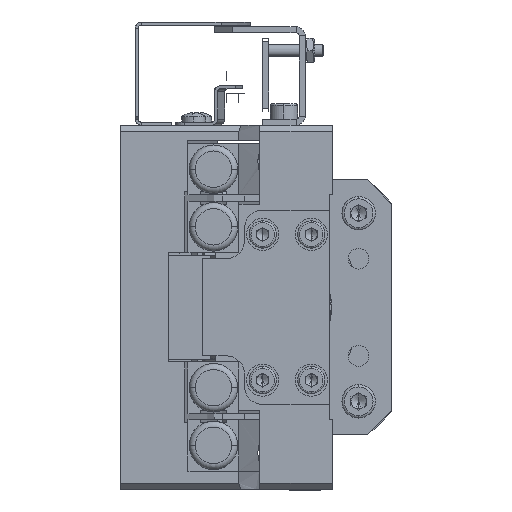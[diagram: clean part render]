
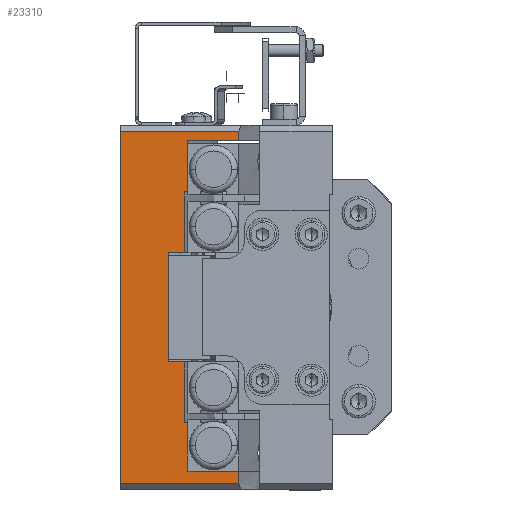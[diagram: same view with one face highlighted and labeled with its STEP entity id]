
A CAD part, left-side view. The second image highlights one B-rep face of the part: STEP entity #23310.
In plain terms, the highlighted planar face has unit normal (-1, 0, 0).
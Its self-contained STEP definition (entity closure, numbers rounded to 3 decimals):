
#220 = ORIENTED_EDGE ( 'NONE', *, *, #37949, .T. ) ;
#787 = VECTOR ( 'NONE', #28854, 1000. ) ;
#1443 = VECTOR ( 'NONE', #25341, 1000. ) ;
#1525 = EDGE_CURVE ( 'NONE', #6019, #27657, #33333, .T. ) ;
#2669 = VERTEX_POINT ( 'NONE', #6317 ) ;
#2701 = CARTESIAN_POINT ( 'NONE',  ( -30., 15.421, -27. ) ) ;
#2953 = EDGE_CURVE ( 'NONE', #23284, #2669, #17202, .T. ) ;
#3008 = EDGE_CURVE ( 'NONE', #28586, #19562, #44291, .T. ) ;
#3302 = VECTOR ( 'NONE', #39520, 1000. ) ;
#3334 = ORIENTED_EDGE ( 'NONE', *, *, #3408, .T. ) ;
#3408 = EDGE_CURVE ( 'NONE', #4785, #11509, #17214, .T. ) ;
#3732 = VECTOR ( 'NONE', #33346, 1000. ) ;
#4148 = CARTESIAN_POINT ( 'NONE',  ( -30., 35., -29. ) ) ;
#4276 = CARTESIAN_POINT ( 'NONE',  ( -30., 24.334, -9. ) ) ;
#4785 = VERTEX_POINT ( 'NONE', #12012 ) ;
#5012 = ORIENTED_EDGE ( 'NONE', *, *, #2953, .T. ) ;
#5635 = CARTESIAN_POINT ( 'NONE',  ( -30., 15.421, 29. ) ) ;
#5718 = CARTESIAN_POINT ( 'NONE',  ( -30., 27., -9. ) ) ;
#5775 = DIRECTION ( 'NONE',  ( 0., 0., 1. ) ) ;
#5994 = EDGE_CURVE ( 'NONE', #27657, #29782, #27643, .T. ) ;
#6019 = VERTEX_POINT ( 'NONE', #15285 ) ;
#6317 = CARTESIAN_POINT ( 'NONE',  ( -30., 24.334, -19. ) ) ;
#6418 = VECTOR ( 'NONE', #41201, 1000. ) ;
#6493 = EDGE_CURVE ( 'NONE', #28586, #2669, #36819, .T. ) ;
#6631 = LINE ( 'NONE', #48288, #32441 ) ;
#6794 = DIRECTION ( 'NONE',  ( 0., 0., 1. ) ) ;
#6838 = CARTESIAN_POINT ( 'NONE',  ( -30., 9., 29. ) ) ;
#7375 = CARTESIAN_POINT ( 'NONE',  ( -30., 35., 29. ) ) ;
#7383 = CARTESIAN_POINT ( 'NONE',  ( -30., 27., 9. ) ) ;
#7458 = LINE ( 'NONE', #33120, #787 ) ;
#8192 = ORIENTED_EDGE ( 'NONE', *, *, #42557, .F. ) ;
#9079 = DIRECTION ( 'NONE',  ( 0., 1., 0. ) ) ;
#9655 = EDGE_CURVE ( 'NONE', #6019, #11509, #34464, .T. ) ;
#10359 = VERTEX_POINT ( 'NONE', #39400 ) ;
#11509 = VERTEX_POINT ( 'NONE', #42742 ) ;
#11605 = DIRECTION ( 'NONE',  ( 0., -1., 0. ) ) ;
#11930 = VECTOR ( 'NONE', #19894, 1000. ) ;
#12012 = CARTESIAN_POINT ( 'NONE',  ( -30., 23.808, 19. ) ) ;
#12732 = LINE ( 'NONE', #25897, #1443 ) ;
#13007 = EDGE_LOOP ( 'NONE', ( #37823, #32805, #26974, #220, #15474, #5012, #17224, #44072, #25974, #21775, #13551, #8192, #3334, #25617, #49572, #31890 ) ) ;
#13551 = ORIENTED_EDGE ( 'NONE', *, *, #39170, .T. ) ;
#15285 = CARTESIAN_POINT ( 'NONE',  ( -30., 15.421, 27.5 ) ) ;
#15474 = ORIENTED_EDGE ( 'NONE', *, *, #23301, .F. ) ;
#15593 = EDGE_CURVE ( 'NONE', #42397, #29782, #12732, .T. ) ;
#16150 = AXIS2_PLACEMENT_3D ( 'NONE', #45637, #16240, #28843 ) ;
#16240 = DIRECTION ( 'NONE',  ( -1., 0., 0. ) ) ;
#17202 = LINE ( 'NONE', #34411, #41644 ) ;
#17214 = LINE ( 'NONE', #33469, #21826 ) ;
#17224 = ORIENTED_EDGE ( 'NONE', *, *, #6493, .F. ) ;
#17961 = VECTOR ( 'NONE', #18108, 1000. ) ;
#18108 = DIRECTION ( 'NONE',  ( 0., 1., 0. ) ) ;
#18602 = VECTOR ( 'NONE', #48169, 1000. ) ;
#19283 = LINE ( 'NONE', #47900, #17961 ) ;
#19562 = VERTEX_POINT ( 'NONE', #36432 ) ;
#19894 = DIRECTION ( 'NONE',  ( 0., 1., 0. ) ) ;
#21690 = CARTESIAN_POINT ( 'NONE',  ( -30., 24.334, -5. ) ) ;
#21760 = CARTESIAN_POINT ( 'NONE',  ( -30., 24.334, 9. ) ) ;
#21775 = ORIENTED_EDGE ( 'NONE', *, *, #38404, .T. ) ;
#21826 = VECTOR ( 'NONE', #29397, 1000. ) ;
#22940 = DIRECTION ( 'NONE',  ( 0., 0., 1. ) ) ;
#23284 = VERTEX_POINT ( 'NONE', #45287 ) ;
#23301 = EDGE_CURVE ( 'NONE', #23284, #10359, #31583, .T. ) ;
#23310 = ADVANCED_FACE ( 'NONE', ( #38200 ), #23637, .T. ) ;
#23637 = PLANE ( 'NONE',  #16150 ) ;
#24150 = CARTESIAN_POINT ( 'NONE',  ( -30., 15.421, 27.5 ) ) ;
#24761 = EDGE_CURVE ( 'NONE', #19562, #52120, #52860, .T. ) ;
#24922 = DIRECTION ( 'NONE',  ( 0., 1., 0. ) ) ;
#25107 = CARTESIAN_POINT ( 'NONE',  ( -30., 9., -27. ) ) ;
#25341 = DIRECTION ( 'NONE',  ( 0., 0., 1. ) ) ;
#25617 = ORIENTED_EDGE ( 'NONE', *, *, #9655, .F. ) ;
#25897 = CARTESIAN_POINT ( 'NONE',  ( -30., 35., 30. ) ) ;
#25974 = ORIENTED_EDGE ( 'NONE', *, *, #24761, .T. ) ;
#26312 = VECTOR ( 'NONE', #36583, 1000. ) ;
#26859 = CARTESIAN_POINT ( 'NONE',  ( -30., 27., 9. ) ) ;
#26974 = ORIENTED_EDGE ( 'NONE', *, *, #53364, .T. ) ;
#27643 = LINE ( 'NONE', #6838, #26312 ) ;
#27657 = VERTEX_POINT ( 'NONE', #5635 ) ;
#28112 = CARTESIAN_POINT ( 'NONE',  ( -30., 23.808, -19. ) ) ;
#28586 = VERTEX_POINT ( 'NONE', #4276 ) ;
#28843 = DIRECTION ( 'NONE',  ( 0., 0., 1. ) ) ;
#28854 = DIRECTION ( 'NONE',  ( 0., 0., 1. ) ) ;
#29141 = VECTOR ( 'NONE', #11605, 1000. ) ;
#29397 = DIRECTION ( 'NONE',  ( 0., 0., 1. ) ) ;
#29782 = VERTEX_POINT ( 'NONE', #7375 ) ;
#30817 = CARTESIAN_POINT ( 'NONE',  ( -30., 15.421, -29. ) ) ;
#31583 = LINE ( 'NONE', #28112, #6418 ) ;
#31890 = ORIENTED_EDGE ( 'NONE', *, *, #5994, .T. ) ;
#32333 = CARTESIAN_POINT ( 'NONE',  ( -30., 24.334, 19. ) ) ;
#32441 = VECTOR ( 'NONE', #22940, 1000. ) ;
#32805 = ORIENTED_EDGE ( 'NONE', *, *, #52970, .T. ) ;
#33120 = CARTESIAN_POINT ( 'NONE',  ( -30., 15.421, 30. ) ) ;
#33333 = LINE ( 'NONE', #35799, #40505 ) ;
#33346 = DIRECTION ( 'NONE',  ( 0., 0., -1. ) ) ;
#33469 = CARTESIAN_POINT ( 'NONE',  ( -30., 23.808, 19. ) ) ;
#34411 = CARTESIAN_POINT ( 'NONE',  ( -30., 9., -19. ) ) ;
#34464 = LINE ( 'NONE', #24150, #11930 ) ;
#35799 = CARTESIAN_POINT ( 'NONE',  ( -30., 15.421, 30. ) ) ;
#36432 = CARTESIAN_POINT ( 'NONE',  ( -30., 27., -9. ) ) ;
#36583 = DIRECTION ( 'NONE',  ( 0., 1., 0. ) ) ;
#36819 = LINE ( 'NONE', #21690, #3732 ) ;
#37823 = ORIENTED_EDGE ( 'NONE', *, *, #15593, .F. ) ;
#37949 = EDGE_CURVE ( 'NONE', #52994, #10359, #47037, .T. ) ;
#38200 = FACE_OUTER_BOUND ( 'NONE', #13007, .T. ) ;
#38404 = EDGE_CURVE ( 'NONE', #52120, #38666, #39629, .T. ) ;
#38666 = VERTEX_POINT ( 'NONE', #21760 ) ;
#38971 = VECTOR ( 'NONE', #5775, 1000. ) ;
#39170 = EDGE_CURVE ( 'NONE', #38666, #47024, #6631, .T. ) ;
#39400 = CARTESIAN_POINT ( 'NONE',  ( -30., 23.808, -27. ) ) ;
#39520 = DIRECTION ( 'NONE',  ( 0., 1., 0. ) ) ;
#39629 = LINE ( 'NONE', #7383, #29141 ) ;
#40505 = VECTOR ( 'NONE', #6794, 1000. ) ;
#41201 = DIRECTION ( 'NONE',  ( 0., 0., -1. ) ) ;
#41644 = VECTOR ( 'NONE', #9079, 1000. ) ;
#42397 = VERTEX_POINT ( 'NONE', #4148 ) ;
#42557 = EDGE_CURVE ( 'NONE', #4785, #47024, #19283, .T. ) ;
#42742 = CARTESIAN_POINT ( 'NONE',  ( -30., 23.808, 27.5 ) ) ;
#44072 = ORIENTED_EDGE ( 'NONE', *, *, #3008, .T. ) ;
#44291 = LINE ( 'NONE', #5718, #3302 ) ;
#45037 = CARTESIAN_POINT ( 'NONE',  ( -30., 9., -29. ) ) ;
#45287 = CARTESIAN_POINT ( 'NONE',  ( -30., 23.808, -19. ) ) ;
#45637 = CARTESIAN_POINT ( 'NONE',  ( -30., 9., 30. ) ) ;
#45893 = CARTESIAN_POINT ( 'NONE',  ( -30., 27., 9. ) ) ;
#47024 = VERTEX_POINT ( 'NONE', #32333 ) ;
#47037 = LINE ( 'NONE', #25107, #52979 ) ;
#47900 = CARTESIAN_POINT ( 'NONE',  ( -30., 9., 19. ) ) ;
#48169 = DIRECTION ( 'NONE',  ( 0., -1., 0. ) ) ;
#48288 = CARTESIAN_POINT ( 'NONE',  ( -30., 24.334, 5. ) ) ;
#49572 = ORIENTED_EDGE ( 'NONE', *, *, #1525, .T. ) ;
#52120 = VERTEX_POINT ( 'NONE', #45893 ) ;
#52329 = LINE ( 'NONE', #45037, #18602 ) ;
#52860 = LINE ( 'NONE', #26859, #38971 ) ;
#52970 = EDGE_CURVE ( 'NONE', #42397, #53232, #52329, .T. ) ;
#52979 = VECTOR ( 'NONE', #24922, 1000. ) ;
#52994 = VERTEX_POINT ( 'NONE', #2701 ) ;
#53232 = VERTEX_POINT ( 'NONE', #30817 ) ;
#53364 = EDGE_CURVE ( 'NONE', #53232, #52994, #7458, .T. ) ;
